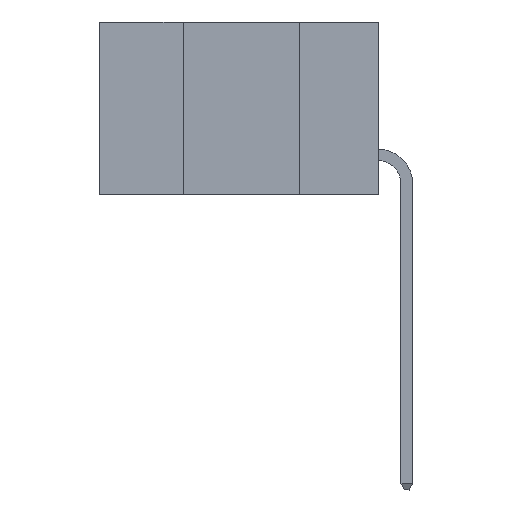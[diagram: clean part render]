
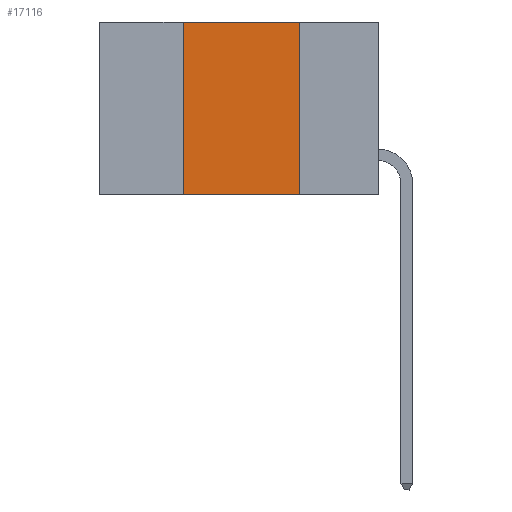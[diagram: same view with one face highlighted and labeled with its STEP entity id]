
A CAD part, left-side view. The second image highlights one B-rep face of the part: STEP entity #17116.
In plain terms, the highlighted planar face has unit normal (-1, 0, 0).
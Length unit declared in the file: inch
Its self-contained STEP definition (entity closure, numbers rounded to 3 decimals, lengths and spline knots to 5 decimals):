
#75 = EDGE_CURVE ( 'NONE', #1498, #25337, #7905, .T. ) ;
#561 = VECTOR ( 'NONE', #14486, 39.37008 ) ;
#800 = DIRECTION ( 'NONE',  ( 0., -1., 0. ) ) ;
#1498 = VERTEX_POINT ( 'NONE', #13111 ) ;
#2168 = ORIENTED_EDGE ( 'NONE', *, *, #75, .T. ) ;
#3414 = DIRECTION ( 'NONE',  ( 0., 0., 1. ) ) ;
#4412 = CARTESIAN_POINT ( 'NONE',  ( 0., 0.6, -0.37 ) ) ;
#4839 = ORIENTED_EDGE ( 'NONE', *, *, #16947, .F. ) ;
#5267 = PLANE ( 'NONE',  #8133 ) ;
#7113 = VECTOR ( 'NONE', #29529, 39.37008 ) ;
#7808 = DIRECTION ( 'NONE',  ( 1., 0., 0. ) ) ;
#7905 = LINE ( 'NONE', #4412, #7113 ) ;
#8133 = AXIS2_PLACEMENT_3D ( 'NONE', #19935, #7808, #24976 ) ;
#8433 = CARTESIAN_POINT ( 'NONE',  ( 0., 0.42, 0. ) ) ;
#8825 = VECTOR ( 'NONE', #3414, 39.37008 ) ;
#10237 = EDGE_CURVE ( 'NONE', #1498, #15793, #27614, .T. ) ;
#10694 = VECTOR ( 'NONE', #800, 39.37008 ) ;
#13111 = CARTESIAN_POINT ( 'NONE',  ( 0., 0.42, -0.37 ) ) ;
#14486 = DIRECTION ( 'NONE',  ( 0., 0., -1. ) ) ;
#15793 = VERTEX_POINT ( 'NONE', #8433 ) ;
#16947 = EDGE_CURVE ( 'NONE', #20946, #25337, #19598, .T. ) ;
#17116 = ADVANCED_FACE ( 'NONE', ( #27172 ), #5267, .F. ) ;
#17176 = LINE ( 'NONE', #27816, #10694 ) ;
#18231 = CARTESIAN_POINT ( 'NONE',  ( 0., 0.42, 0. ) ) ;
#19408 = CARTESIAN_POINT ( 'NONE',  ( 0., 0.17, 0. ) ) ;
#19598 = LINE ( 'NONE', #29183, #561 ) ;
#19935 = CARTESIAN_POINT ( 'NONE',  ( 0., 0.6, 0. ) ) ;
#20946 = VERTEX_POINT ( 'NONE', #19408 ) ;
#22822 = EDGE_LOOP ( 'NONE', ( #4839, #31823, #27071, #2168 ) ) ;
#24976 = DIRECTION ( 'NONE',  ( 0., 0., -1. ) ) ;
#25337 = VERTEX_POINT ( 'NONE', #31491 ) ;
#27042 = EDGE_CURVE ( 'NONE', #15793, #20946, #17176, .T. ) ;
#27071 = ORIENTED_EDGE ( 'NONE', *, *, #10237, .F. ) ;
#27172 = FACE_OUTER_BOUND ( 'NONE', #22822, .T. ) ;
#27614 = LINE ( 'NONE', #18231, #8825 ) ;
#27816 = CARTESIAN_POINT ( 'NONE',  ( 0., 0.6, 0. ) ) ;
#29183 = CARTESIAN_POINT ( 'NONE',  ( 0., 0.17, 0. ) ) ;
#29529 = DIRECTION ( 'NONE',  ( 0., -1., 0. ) ) ;
#31491 = CARTESIAN_POINT ( 'NONE',  ( 0., 0.17, -0.37 ) ) ;
#31823 = ORIENTED_EDGE ( 'NONE', *, *, #27042, .F. ) ;
